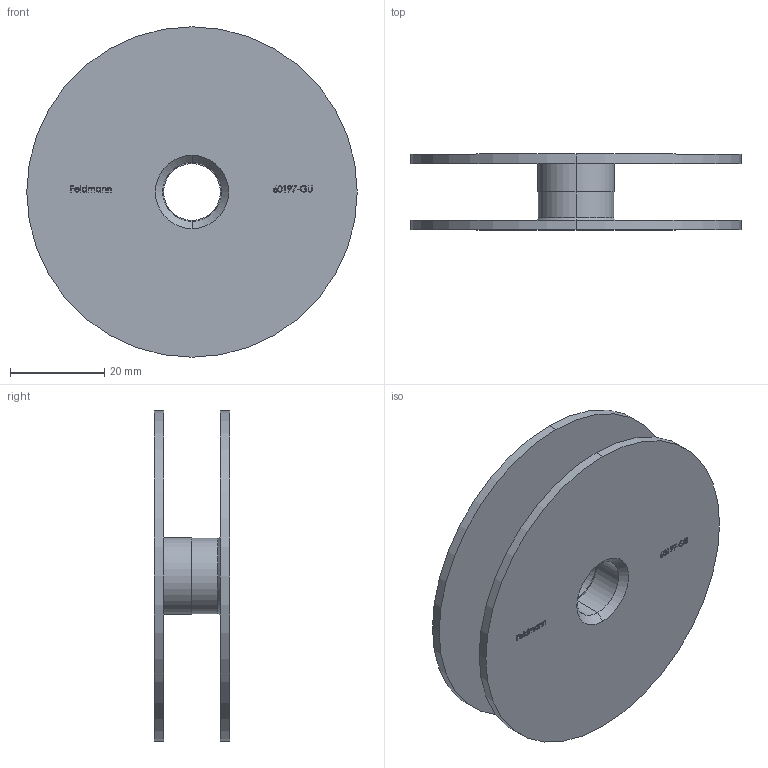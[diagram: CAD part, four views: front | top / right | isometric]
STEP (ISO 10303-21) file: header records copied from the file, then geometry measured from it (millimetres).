
FILE_DESCRIPTION (( 'STEP AP203' ), '1' );
FILE_NAME ('60197-GU.STEP', '2020-11-03T09:05:57', ( '' ), ( '' ), 'SwSTEP 2.0', 'SolidWorks 2018', '' );
FILE_SCHEMA (( 'CONFIG_CONTROL_DESIGN' ));
Length unit declared in the file: millimetre
Products named in the file (7): 60197-GU Teil3; 60197-GU Teil1_60197-GU Teil1; 60197-GU Teil3_60197-GU Teil3; 60197-GU Teil2_60197-GU Teil2; 60197-GU; 60197-GU Teil1; 60197-GU Teil2
Assembly tree (3 placements, depth 2):
  60197-GU Teil3
  60197-GU
    60197-GU Teil1_60197-GU Teil1
    60197-GU Teil2_60197-GU Teil2
    60197-GU Teil3_60197-GU Teil3
  60197-GU Teil1
  60197-GU Teil2
Bounding box: 70 x 16 x 70 mm (x, y, z)
Volume: 15923.9 mm3; surface area: 17180.4 mm2
Topology: 3 solids, 3 shells, 224 faces, 581 edges, 386 vertices
Faces by surface type: plane 115, bspline 91, cylinder 14, cone 4
Entity records: 12391 total; most frequent: CARTESIAN_POINT 6849, ORIENTED_EDGE 1162, DIRECTION 711, EDGE_CURVE 581, VERTEX_POINT 386, VECTOR 367, LINE 367, EDGE_LOOP 253
